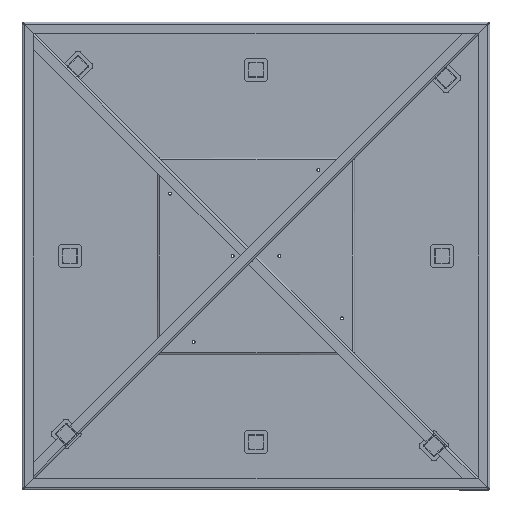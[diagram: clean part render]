
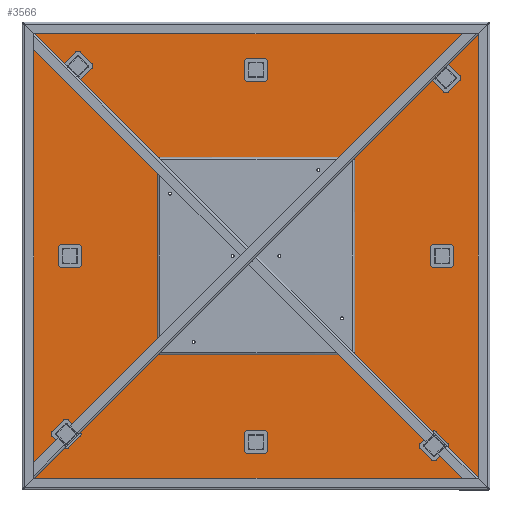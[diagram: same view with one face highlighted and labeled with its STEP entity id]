
A CAD part, front view. The second image highlights one B-rep face of the part: STEP entity #3566.
In plain terms, the highlighted planar face has unit normal (0, -1, 0).
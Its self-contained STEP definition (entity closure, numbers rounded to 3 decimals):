
#161 = CARTESIAN_POINT ( 'NONE',  ( -250., -3., -250. ) ) ;
#167 = ORIENTED_EDGE ( 'NONE', *, *, #4295, .T. ) ;
#185 = CARTESIAN_POINT ( 'NONE',  ( -600., -3., 600. ) ) ;
#284 = VECTOR ( 'NONE', #2470, 1000. ) ;
#368 = LINE ( 'NONE', #1505, #3609 ) ;
#450 = EDGE_CURVE ( 'NONE', #2243, #3799, #3240, .T. ) ;
#483 = EDGE_CURVE ( 'NONE', #4737, #2090, #368, .T. ) ;
#487 = VECTOR ( 'NONE', #1697, 1000. ) ;
#763 = CARTESIAN_POINT ( 'NONE',  ( 600., -3., -600. ) ) ;
#808 = CARTESIAN_POINT ( 'NONE',  ( 250., -3., 250. ) ) ;
#830 = CARTESIAN_POINT ( 'NONE',  ( -600., -3., 600. ) ) ;
#916 = ORIENTED_EDGE ( 'NONE', *, *, #483, .T. ) ;
#987 = VECTOR ( 'NONE', #3128, 1000. ) ;
#1037 = CARTESIAN_POINT ( 'NONE',  ( -600., -3., -600. ) ) ;
#1047 = LINE ( 'NONE', #5222, #487 ) ;
#1193 = DIRECTION ( 'NONE',  ( -1., 0., 0. ) ) ;
#1273 = CARTESIAN_POINT ( 'NONE',  ( -250., -3., -250. ) ) ;
#1505 = CARTESIAN_POINT ( 'NONE',  ( -250., -3., 250. ) ) ;
#1569 = PLANE ( 'NONE',  #4359 ) ;
#1579 = VERTEX_POINT ( 'NONE', #2778 ) ;
#1622 = LINE ( 'NONE', #2852, #2744 ) ;
#1697 = DIRECTION ( 'NONE',  ( 0., 0., -1. ) ) ;
#1723 = CARTESIAN_POINT ( 'NONE',  ( 0., -3., 0. ) ) ;
#1881 = LINE ( 'NONE', #7252, #284 ) ;
#1913 = ORIENTED_EDGE ( 'NONE', *, *, #4174, .T. ) ;
#2090 = VERTEX_POINT ( 'NONE', #808 ) ;
#2243 = VERTEX_POINT ( 'NONE', #185 ) ;
#2246 = DIRECTION ( 'NONE',  ( 0., 0., 1. ) ) ;
#2258 = VERTEX_POINT ( 'NONE', #763 ) ;
#2292 = EDGE_LOOP ( 'NONE', ( #4592, #3474, #4146, #7283 ) ) ;
#2358 = VECTOR ( 'NONE', #1193, 1000. ) ;
#2470 = DIRECTION ( 'NONE',  ( 0., 0., -1. ) ) ;
#2573 = EDGE_CURVE ( 'NONE', #1579, #5141, #1622, .T. ) ;
#2694 = EDGE_CURVE ( 'NONE', #2258, #4267, #3006, .T. ) ;
#2744 = VECTOR ( 'NONE', #6935, 1000. ) ;
#2778 = CARTESIAN_POINT ( 'NONE',  ( 250., -3., -250. ) ) ;
#2852 = CARTESIAN_POINT ( 'NONE',  ( -250., -3., -250. ) ) ;
#3006 = LINE ( 'NONE', #7237, #2358 ) ;
#3105 = VECTOR ( 'NONE', #4993, 1000. ) ;
#3128 = DIRECTION ( 'NONE',  ( 0., 0., 1. ) ) ;
#3240 = LINE ( 'NONE', #830, #3105 ) ;
#3474 = ORIENTED_EDGE ( 'NONE', *, *, #450, .F. ) ;
#3566 = ADVANCED_FACE ( 'NONE', ( #4695, #7068 ), #1569, .F. ) ;
#3609 = VECTOR ( 'NONE', #6251, 1000. ) ;
#3771 = LINE ( 'NONE', #5511, #6249 ) ;
#3799 = VERTEX_POINT ( 'NONE', #4972 ) ;
#3801 = EDGE_CURVE ( 'NONE', #4267, #2243, #3771, .T. ) ;
#4082 = EDGE_LOOP ( 'NONE', ( #916, #1913, #6702, #167 ) ) ;
#4146 = ORIENTED_EDGE ( 'NONE', *, *, #3801, .F. ) ;
#4174 = EDGE_CURVE ( 'NONE', #2090, #1579, #1047, .T. ) ;
#4266 = CARTESIAN_POINT ( 'NONE',  ( -250., -3., 250. ) ) ;
#4267 = VERTEX_POINT ( 'NONE', #1037 ) ;
#4295 = EDGE_CURVE ( 'NONE', #5141, #4737, #4837, .T. ) ;
#4359 = AXIS2_PLACEMENT_3D ( 'NONE', #1723, #7103, #2246 ) ;
#4592 = ORIENTED_EDGE ( 'NONE', *, *, #6578, .F. ) ;
#4695 = FACE_BOUND ( 'NONE', #4082, .T. ) ;
#4737 = VERTEX_POINT ( 'NONE', #4266 ) ;
#4837 = LINE ( 'NONE', #1273, #987 ) ;
#4972 = CARTESIAN_POINT ( 'NONE',  ( 600., -3., 600. ) ) ;
#4993 = DIRECTION ( 'NONE',  ( 1., 0., 0. ) ) ;
#5141 = VERTEX_POINT ( 'NONE', #161 ) ;
#5222 = CARTESIAN_POINT ( 'NONE',  ( 250., -3., -250. ) ) ;
#5511 = CARTESIAN_POINT ( 'NONE',  ( -600., -3., -600. ) ) ;
#5555 = DIRECTION ( 'NONE',  ( 0., 0., 1. ) ) ;
#6249 = VECTOR ( 'NONE', #5555, 1000. ) ;
#6251 = DIRECTION ( 'NONE',  ( 1., 0., 0. ) ) ;
#6578 = EDGE_CURVE ( 'NONE', #3799, #2258, #1881, .T. ) ;
#6702 = ORIENTED_EDGE ( 'NONE', *, *, #2573, .T. ) ;
#6935 = DIRECTION ( 'NONE',  ( -1., 0., 0. ) ) ;
#7068 = FACE_OUTER_BOUND ( 'NONE', #2292, .T. ) ;
#7103 = DIRECTION ( 'NONE',  ( 0., 1., 0. ) ) ;
#7237 = CARTESIAN_POINT ( 'NONE',  ( -600., -3., -600. ) ) ;
#7252 = CARTESIAN_POINT ( 'NONE',  ( 600., -3., -600. ) ) ;
#7283 = ORIENTED_EDGE ( 'NONE', *, *, #2694, .F. ) ;
